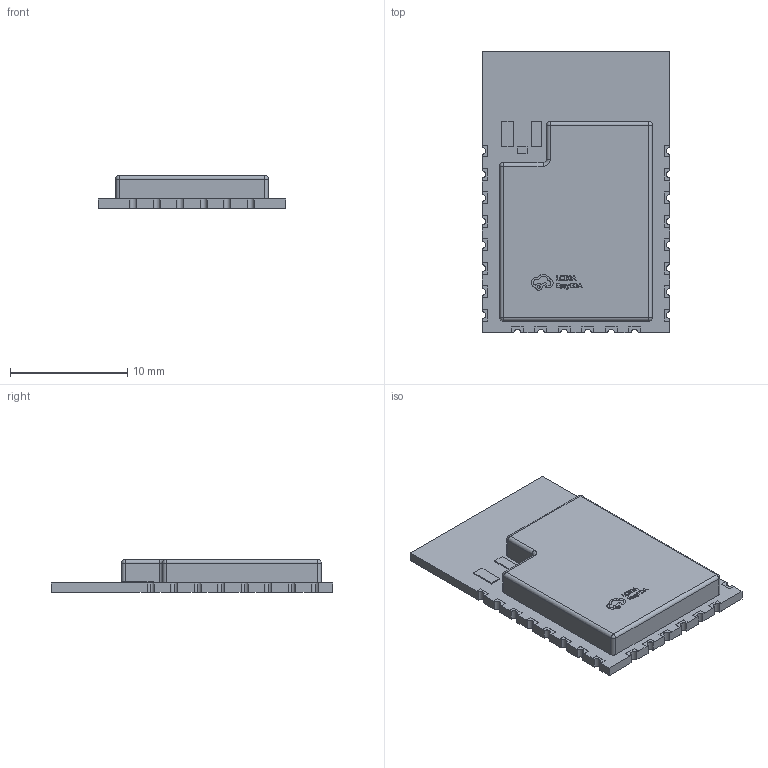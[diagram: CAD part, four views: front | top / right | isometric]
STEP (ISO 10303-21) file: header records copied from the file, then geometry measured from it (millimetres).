
FILE_DESCRIPTION (( 'STEP AP214' ), '1' );
FILE_NAME ('WIFI-SMD_TG-12F.step', '2022-07-15T04:52:13', ( '' ), ( '' ), 'SwSTEP 2.0', 'SolidWorks 2020', '' );
FILE_SCHEMA (( 'AUTOMOTIVE_DESIGN' ));
Length unit declared in the file: millimetre
Products named in the file (1): WIFI-SMD_TG-12F
Bounding box: 16 x 24 x 2.81 mm (x, y, z)
Volume: 718.1 mm3; surface area: 964.7 mm2
Topology: 36 solids, 36 shells, 660 faces, 1719 edges, 1137 vertices
Faces by surface type: plane 470, bspline 112, cylinder 72, sphere 5, torus 1
Entity records: 28812 total; most frequent: CARTESIAN_POINT 5616, ORIENTED_EDGE 3428, DIRECTION 2729, EDGE_CURVE 1714, VECTOR 1341, LINE 1341, VERTEX_POINT 1137, UNCERTAINTY_MEASURE_WITH_UNIT 698
